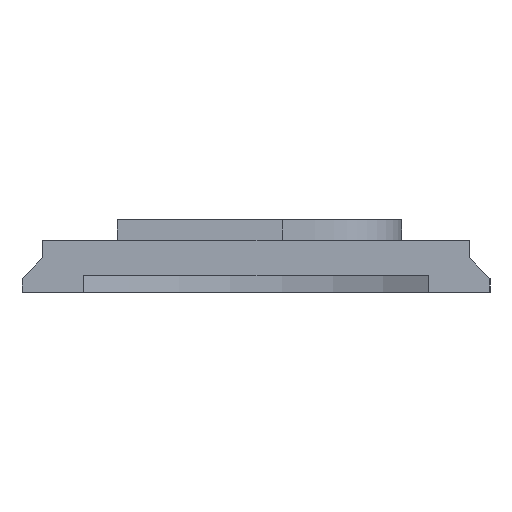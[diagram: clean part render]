
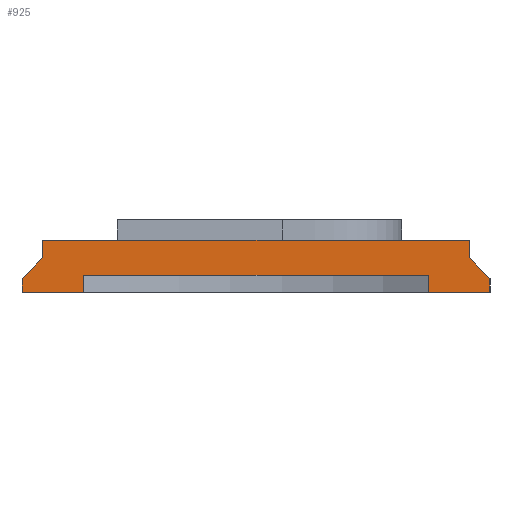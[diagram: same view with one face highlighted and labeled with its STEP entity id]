
A CAD part, left-side view. The second image highlights one B-rep face of the part: STEP entity #925.
In plain terms, the highlighted planar face has unit normal (-1, 0, 0).
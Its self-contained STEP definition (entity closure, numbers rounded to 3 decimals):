
#79 = VECTOR ( 'NONE', #8314, 1000. ) ;
#100 = VERTEX_POINT ( 'NONE', #3190 ) ;
#132 = CARTESIAN_POINT ( 'NONE',  ( -24.5, -6.15, 1. ) ) ;
#320 = CARTESIAN_POINT ( 'NONE',  ( -24.5, 6.15, 1. ) ) ;
#423 = VERTEX_POINT ( 'NONE', #5478 ) ;
#452 = CARTESIAN_POINT ( 'NONE',  ( -24.5, -6.75, 1. ) ) ;
#543 = DIRECTION ( 'NONE',  ( 0., 1., 0. ) ) ;
#666 = CARTESIAN_POINT ( 'NONE',  ( -24.5, -4.975, 0.5 ) ) ;
#846 = EDGE_CURVE ( 'NONE', #3375, #3880, #2284, .T. ) ;
#889 = ORIENTED_EDGE ( 'NONE', *, *, #8063, .T. ) ;
#925 = ADVANCED_FACE ( 'NONE', ( #8204 ), #3006, .F. ) ;
#1160 = ORIENTED_EDGE ( 'NONE', *, *, #8193, .F. ) ;
#1253 = VECTOR ( 'NONE', #2374, 1000. ) ;
#1324 = DIRECTION ( 'NONE',  ( 0., 0., -1. ) ) ;
#1369 = VERTEX_POINT ( 'NONE', #132 ) ;
#1781 = VECTOR ( 'NONE', #7184, 1000. ) ;
#1810 = EDGE_CURVE ( 'NONE', #4213, #423, #2900, .T. ) ;
#1845 = ORIENTED_EDGE ( 'NONE', *, *, #846, .T. ) ;
#1868 = CARTESIAN_POINT ( 'NONE',  ( -24.5, -6.15, 1.5 ) ) ;
#1890 = LINE ( 'NONE', #3927, #79 ) ;
#1896 = EDGE_LOOP ( 'NONE', ( #1160, #7699, #6990, #5124, #5493, #2446, #3503, #1845, #3410, #889, #7330, #6593 ) ) ;
#1926 = LINE ( 'NONE', #8348, #6572 ) ;
#2176 = LINE ( 'NONE', #3494, #7389 ) ;
#2242 = CARTESIAN_POINT ( 'NONE',  ( -24.5, -4.975, 0.5 ) ) ;
#2284 = LINE ( 'NONE', #320, #3791 ) ;
#2321 = EDGE_CURVE ( 'NONE', #423, #6994, #1926, .T. ) ;
#2374 = DIRECTION ( 'NONE',  ( 0., 0., 1. ) ) ;
#2400 = EDGE_CURVE ( 'NONE', #4901, #7997, #7438, .T. ) ;
#2418 = LINE ( 'NONE', #2242, #1253 ) ;
#2446 = ORIENTED_EDGE ( 'NONE', *, *, #3085, .T. ) ;
#2510 = CARTESIAN_POINT ( 'NONE',  ( -24.5, -6.75, 0. ) ) ;
#2514 = DIRECTION ( 'NONE',  ( 0., 0., -1. ) ) ;
#2614 = EDGE_CURVE ( 'NONE', #5497, #7997, #2176, .T. ) ;
#2900 = LINE ( 'NONE', #6857, #4404 ) ;
#2914 = DIRECTION ( 'NONE',  ( 0., 0.707, -0.707 ) ) ;
#3006 = PLANE ( 'NONE',  #8048 ) ;
#3085 = EDGE_CURVE ( 'NONE', #100, #7965, #7056, .T. ) ;
#3190 = CARTESIAN_POINT ( 'NONE',  ( -24.5, -6.15, 1.5 ) ) ;
#3375 = VERTEX_POINT ( 'NONE', #7644 ) ;
#3410 = ORIENTED_EDGE ( 'NONE', *, *, #7569, .T. ) ;
#3494 = CARTESIAN_POINT ( 'NONE',  ( -24.5, -6.75, 0. ) ) ;
#3503 = ORIENTED_EDGE ( 'NONE', *, *, #3924, .T. ) ;
#3731 = VECTOR ( 'NONE', #8083, 1000. ) ;
#3791 = VECTOR ( 'NONE', #2914, 1000. ) ;
#3880 = VERTEX_POINT ( 'NONE', #7046 ) ;
#3924 = EDGE_CURVE ( 'NONE', #7965, #3375, #1890, .T. ) ;
#3927 = CARTESIAN_POINT ( 'NONE',  ( -24.5, 6.15, 1.5 ) ) ;
#4031 = LINE ( 'NONE', #4316, #5734 ) ;
#4213 = VERTEX_POINT ( 'NONE', #666 ) ;
#4316 = CARTESIAN_POINT ( 'NONE',  ( -24.5, -6.15, 1. ) ) ;
#4404 = VECTOR ( 'NONE', #4828, 1000. ) ;
#4585 = CARTESIAN_POINT ( 'NONE',  ( -24.5, 6.15, 1.5 ) ) ;
#4588 = LINE ( 'NONE', #5865, #1781 ) ;
#4828 = DIRECTION ( 'NONE',  ( 0., 1., 0. ) ) ;
#4901 = VERTEX_POINT ( 'NONE', #6358 ) ;
#4968 = DIRECTION ( 'NONE',  ( 1., 0., 0. ) ) ;
#5067 = CARTESIAN_POINT ( 'NONE',  ( -24.5, -6.75, 0. ) ) ;
#5124 = ORIENTED_EDGE ( 'NONE', *, *, #6544, .T. ) ;
#5185 = LINE ( 'NONE', #5067, #7776 ) ;
#5478 = CARTESIAN_POINT ( 'NONE',  ( -24.5, 4.975, 0.5 ) ) ;
#5493 = ORIENTED_EDGE ( 'NONE', *, *, #7435, .F. ) ;
#5497 = VERTEX_POINT ( 'NONE', #7143 ) ;
#5616 = VECTOR ( 'NONE', #543, 1000. ) ;
#5622 = LINE ( 'NONE', #6930, #7753 ) ;
#5734 = VECTOR ( 'NONE', #7349, 1000. ) ;
#5748 = DIRECTION ( 'NONE',  ( 0., -1., 0. ) ) ;
#5789 = CARTESIAN_POINT ( 'NONE',  ( -24.5, 6.75, 0. ) ) ;
#5865 = CARTESIAN_POINT ( 'NONE',  ( -24.5, 6.75, 1. ) ) ;
#6259 = CARTESIAN_POINT ( 'NONE',  ( -24.5, 4.975, 0. ) ) ;
#6358 = CARTESIAN_POINT ( 'NONE',  ( -24.5, -6.75, 0.4 ) ) ;
#6544 = EDGE_CURVE ( 'NONE', #4901, #1369, #4031, .T. ) ;
#6554 = CARTESIAN_POINT ( 'NONE',  ( -24.5, -6.75, 1. ) ) ;
#6572 = VECTOR ( 'NONE', #1324, 1000. ) ;
#6593 = ORIENTED_EDGE ( 'NONE', *, *, #1810, .F. ) ;
#6857 = CARTESIAN_POINT ( 'NONE',  ( -24.5, -6.75, 0.5 ) ) ;
#6915 = DIRECTION ( 'NONE',  ( 0., 0., -1. ) ) ;
#6930 = CARTESIAN_POINT ( 'NONE',  ( -24.5, -6.15, 1.5 ) ) ;
#6990 = ORIENTED_EDGE ( 'NONE', *, *, #2400, .F. ) ;
#6994 = VERTEX_POINT ( 'NONE', #6259 ) ;
#7046 = CARTESIAN_POINT ( 'NONE',  ( -24.5, 6.75, 0.4 ) ) ;
#7056 = LINE ( 'NONE', #1868, #5616 ) ;
#7143 = CARTESIAN_POINT ( 'NONE',  ( -24.5, -4.975, 0. ) ) ;
#7169 = DIRECTION ( 'NONE',  ( 0., -1., 0. ) ) ;
#7184 = DIRECTION ( 'NONE',  ( 0., 0., -1. ) ) ;
#7330 = ORIENTED_EDGE ( 'NONE', *, *, #2321, .F. ) ;
#7349 = DIRECTION ( 'NONE',  ( 0., 0.707, 0.707 ) ) ;
#7363 = VERTEX_POINT ( 'NONE', #5789 ) ;
#7389 = VECTOR ( 'NONE', #7169, 1000. ) ;
#7435 = EDGE_CURVE ( 'NONE', #100, #1369, #5622, .T. ) ;
#7438 = LINE ( 'NONE', #6554, #3731 ) ;
#7569 = EDGE_CURVE ( 'NONE', #3880, #7363, #4588, .T. ) ;
#7644 = CARTESIAN_POINT ( 'NONE',  ( -24.5, 6.15, 1. ) ) ;
#7699 = ORIENTED_EDGE ( 'NONE', *, *, #2614, .T. ) ;
#7753 = VECTOR ( 'NONE', #2514, 1000. ) ;
#7776 = VECTOR ( 'NONE', #5748, 1000. ) ;
#7965 = VERTEX_POINT ( 'NONE', #4585 ) ;
#7997 = VERTEX_POINT ( 'NONE', #2510 ) ;
#8048 = AXIS2_PLACEMENT_3D ( 'NONE', #452, #4968, #6915 ) ;
#8063 = EDGE_CURVE ( 'NONE', #7363, #6994, #5185, .T. ) ;
#8083 = DIRECTION ( 'NONE',  ( 0., 0., -1. ) ) ;
#8193 = EDGE_CURVE ( 'NONE', #5497, #4213, #2418, .T. ) ;
#8204 = FACE_OUTER_BOUND ( 'NONE', #1896, .T. ) ;
#8314 = DIRECTION ( 'NONE',  ( 0., 0., -1. ) ) ;
#8348 = CARTESIAN_POINT ( 'NONE',  ( -24.5, 4.975, 0.5 ) ) ;
